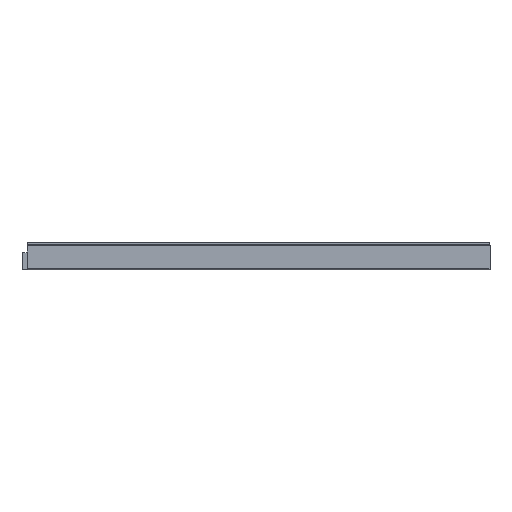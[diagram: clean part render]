
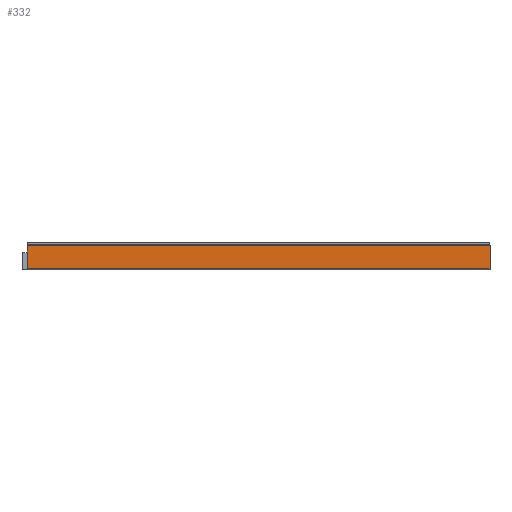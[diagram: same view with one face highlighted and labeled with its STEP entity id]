
A CAD part, top view. The second image highlights one B-rep face of the part: STEP entity #332.
In plain terms, the highlighted planar face has unit normal (0, 0, 1).
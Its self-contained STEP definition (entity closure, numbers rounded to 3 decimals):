
#56 = VECTOR ( 'NONE', #1044, 1000. ) ;
#174 = VERTEX_POINT ( 'NONE', #2545 ) ;
#209 = CARTESIAN_POINT ( 'NONE',  ( -2., 13.4, 0. ) ) ;
#332 = ADVANCED_FACE ( 'NONE', ( #616 ), #1895, .F. ) ;
#381 = ORIENTED_EDGE ( 'NONE', *, *, #423, .T. ) ;
#423 = EDGE_CURVE ( 'NONE', #2622, #2771, #503, .T. ) ;
#480 = AXIS2_PLACEMENT_3D ( 'NONE', #2608, #1025, #1715 ) ;
#503 = LINE ( 'NONE', #2403, #56 ) ;
#616 = FACE_OUTER_BOUND ( 'NONE', #2540, .T. ) ;
#666 = CARTESIAN_POINT ( 'NONE',  ( 255.5, 0.7, 0. ) ) ;
#686 = LINE ( 'NONE', #209, #2056 ) ;
#901 = CARTESIAN_POINT ( 'NONE',  ( 255.5, 13.4, 0. ) ) ;
#1025 = DIRECTION ( 'NONE',  ( 0., 0., -1. ) ) ;
#1044 = DIRECTION ( 'NONE',  ( 1., 0., 0. ) ) ;
#1113 = CARTESIAN_POINT ( 'NONE',  ( 255.5, 0., 0. ) ) ;
#1162 = EDGE_CURVE ( 'NONE', #2771, #2428, #2327, .T. ) ;
#1172 = CARTESIAN_POINT ( 'NONE',  ( -2., 0., 0. ) ) ;
#1401 = EDGE_CURVE ( 'NONE', #174, #2622, #1608, .T. ) ;
#1539 = DIRECTION ( 'NONE',  ( -1., 0., 0. ) ) ;
#1608 = LINE ( 'NONE', #1172, #2247 ) ;
#1658 = ORIENTED_EDGE ( 'NONE', *, *, #1401, .T. ) ;
#1715 = DIRECTION ( 'NONE',  ( -1., 0., 0. ) ) ;
#1717 = EDGE_CURVE ( 'NONE', #2428, #174, #686, .T. ) ;
#1895 = PLANE ( 'NONE',  #480 ) ;
#1982 = ORIENTED_EDGE ( 'NONE', *, *, #1717, .T. ) ;
#2004 = DIRECTION ( 'NONE',  ( 0., 1., 0. ) ) ;
#2056 = VECTOR ( 'NONE', #1539, 1000. ) ;
#2247 = VECTOR ( 'NONE', #2533, 1000. ) ;
#2327 = LINE ( 'NONE', #1113, #2393 ) ;
#2393 = VECTOR ( 'NONE', #2004, 1000. ) ;
#2403 = CARTESIAN_POINT ( 'NONE',  ( -2., 0.7, 0. ) ) ;
#2428 = VERTEX_POINT ( 'NONE', #901 ) ;
#2533 = DIRECTION ( 'NONE',  ( 0., -1., 0. ) ) ;
#2537 = CARTESIAN_POINT ( 'NONE',  ( -2., 0.7, 0. ) ) ;
#2540 = EDGE_LOOP ( 'NONE', ( #381, #2822, #1982, #1658 ) ) ;
#2545 = CARTESIAN_POINT ( 'NONE',  ( -2., 13.4, 0. ) ) ;
#2608 = CARTESIAN_POINT ( 'NONE',  ( 0., 0., 0. ) ) ;
#2622 = VERTEX_POINT ( 'NONE', #2537 ) ;
#2771 = VERTEX_POINT ( 'NONE', #666 ) ;
#2822 = ORIENTED_EDGE ( 'NONE', *, *, #1162, .T. ) ;
